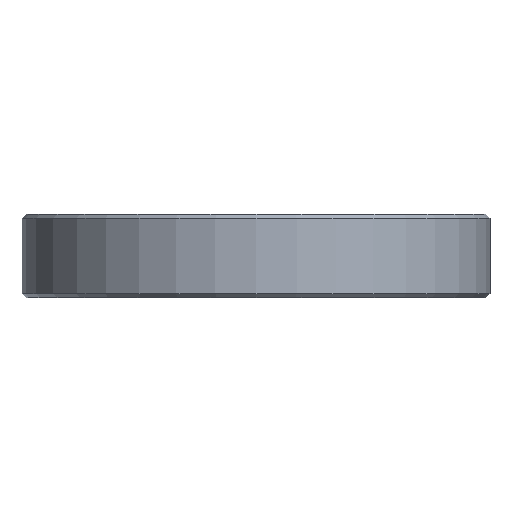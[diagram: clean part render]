
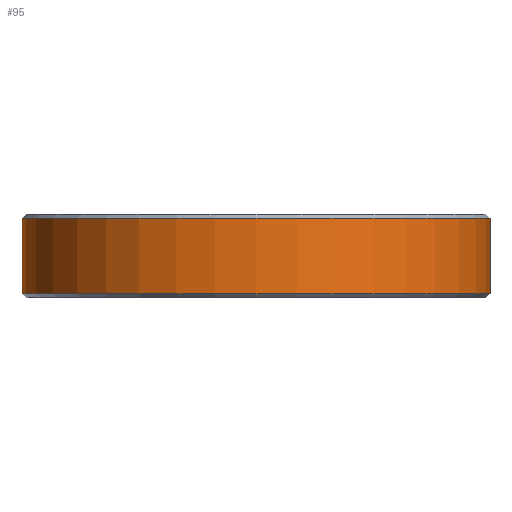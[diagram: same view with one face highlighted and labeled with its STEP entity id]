
A CAD part, left-side view. The second image highlights one B-rep face of the part: STEP entity #95.
In plain terms, the highlighted cylindrical face has radius 56 mm (diameter 112 mm), a partial arc.
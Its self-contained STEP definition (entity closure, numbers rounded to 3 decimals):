
#95=ADVANCED_FACE('',(#428),#430,.T.);
#428=FACE_BOUND('',#429,.T.);
#429=EDGE_LOOP('',(#829,#830,#831,#832));
#430=CYLINDRICAL_SURFACE('',#431,56.);
#431=AXIS2_PLACEMENT_3D('',#432,#433,#434);
#432=CARTESIAN_POINT('',(-110.,1.,0.));
#433=DIRECTION('',(0.,0.,1.));
#434=DIRECTION('',(0.,1.,0.));
#829=ORIENTED_EDGE('',*,*,#1052,.F.);
#830=ORIENTED_EDGE('',*,*,#1079,.F.);
#831=ORIENTED_EDGE('',*,*,#1080,.T.);
#832=ORIENTED_EDGE('',*,*,#1081,.T.);
#1052=EDGE_CURVE('',#1306,#1309,#1310,.T.);
#1079=EDGE_CURVE('',#1340,#1306,#1342,.T.);
#1080=EDGE_CURVE('',#1340,#1343,#1344,.T.);
#1081=EDGE_CURVE('',#1343,#1309,#1345,.T.);
#1306=VERTEX_POINT('',#1851);
#1309=VERTEX_POINT('',#1858);
#1310=CIRCLE('',#1859,56.);
#1340=VERTEX_POINT('',#1960);
#1342=LINE('',#1964,#1965);
#1343=VERTEX_POINT('',#1967);
#1344=CIRCLE('',#1968,56.);
#1345=LINE('',#1972,#1973);
#1851=CARTESIAN_POINT('',(-110.,57.,19.));
#1858=CARTESIAN_POINT('',(-110.,-55.,19.));
#1859=AXIS2_PLACEMENT_3D('',#1860,#1861,#1862);
#1860=CARTESIAN_POINT('',(-110.,1.,19.));
#1861=DIRECTION('',(0.,0.,1.));
#1862=DIRECTION('',(0.,1.,0.));
#1960=CARTESIAN_POINT('',(-110.,57.,1.));
#1964=CARTESIAN_POINT('',(-110.,57.,1.));
#1965=VECTOR('',#1966,1.);
#1966=DIRECTION('',(0.,0.,1.));
#1967=CARTESIAN_POINT('',(-110.,-55.,1.));
#1968=AXIS2_PLACEMENT_3D('',#1969,#1970,#1971);
#1969=CARTESIAN_POINT('',(-110.,1.,1.));
#1970=DIRECTION('',(0.,0.,1.));
#1971=DIRECTION('',(0.,1.,0.));
#1972=CARTESIAN_POINT('',(-110.,-55.,1.));
#1973=VECTOR('',#1974,1.);
#1974=DIRECTION('',(0.,0.,1.));
